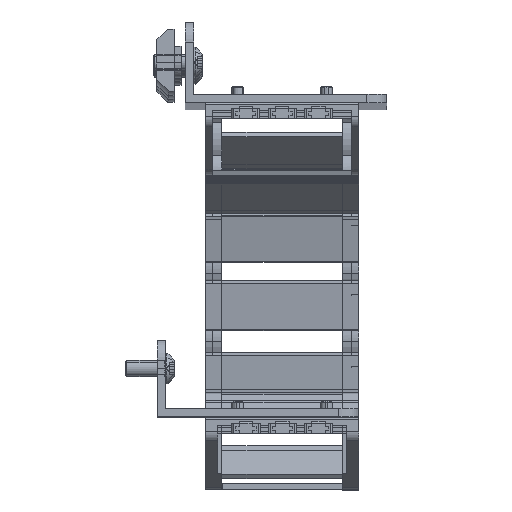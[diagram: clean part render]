
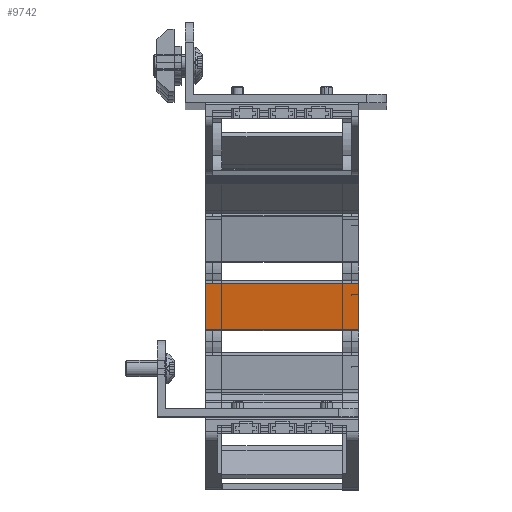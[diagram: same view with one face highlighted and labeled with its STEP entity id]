
A CAD part, top view. The second image highlights one B-rep face of the part: STEP entity #9742.
In plain terms, the highlighted face is planar.
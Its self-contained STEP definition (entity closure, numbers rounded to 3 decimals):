
#347 = ORIENTED_EDGE ( 'NONE', *, *, #15653, .T. ) ;
#1200 = LINE ( 'NONE', #15881, #6979 ) ;
#1647 = CARTESIAN_POINT ( 'NONE',  ( 0.276, -19., 47. ) ) ;
#3176 = VECTOR ( 'NONE', #15415, 1000. ) ;
#3390 = PLANE ( 'NONE',  #9961 ) ;
#4724 = EDGE_CURVE ( 'NONE', #5883, #18612, #16057, .T. ) ;
#5631 = EDGE_CURVE ( 'NONE', #18612, #16410, #15211, .T. ) ;
#5883 = VERTEX_POINT ( 'NONE', #14297 ) ;
#6614 = DIRECTION ( 'NONE',  ( 0., 0., -1. ) ) ;
#6682 = CARTESIAN_POINT ( 'NONE',  ( 0.276, 19., 47. ) ) ;
#6979 = VECTOR ( 'NONE', #18413, 1000. ) ;
#7231 = ORIENTED_EDGE ( 'NONE', *, *, #5631, .T. ) ;
#8676 = LINE ( 'NONE', #13768, #12832 ) ;
#8907 = VECTOR ( 'NONE', #11727, 1000. ) ;
#9742 = ADVANCED_FACE ( 'NONE', ( #17097 ), #3390, .T. ) ;
#9961 = AXIS2_PLACEMENT_3D ( 'NONE', #13606, #6614, #15834 ) ;
#11095 = CARTESIAN_POINT ( 'NONE',  ( 11.724, -19., 47. ) ) ;
#11343 = VERTEX_POINT ( 'NONE', #6682 ) ;
#11727 = DIRECTION ( 'NONE',  ( -1., 0., 0. ) ) ;
#12311 = ORIENTED_EDGE ( 'NONE', *, *, #15656, .T. ) ;
#12832 = VECTOR ( 'NONE', #13141, 1000. ) ;
#13141 = DIRECTION ( 'NONE',  ( 0., 1., 0. ) ) ;
#13606 = CARTESIAN_POINT ( 'NONE',  ( 11.724, 19., 47. ) ) ;
#13768 = CARTESIAN_POINT ( 'NONE',  ( 0.276, 19., 47. ) ) ;
#14297 = CARTESIAN_POINT ( 'NONE',  ( 11.724, 19., 47. ) ) ;
#15211 = LINE ( 'NONE', #11095, #8907 ) ;
#15415 = DIRECTION ( 'NONE',  ( 0., -1., 0. ) ) ;
#15653 = EDGE_CURVE ( 'NONE', #11343, #5883, #1200, .T. ) ;
#15656 = EDGE_CURVE ( 'NONE', #16410, #11343, #8676, .T. ) ;
#15718 = CARTESIAN_POINT ( 'NONE',  ( 11.724, -19., 47. ) ) ;
#15834 = DIRECTION ( 'NONE',  ( 0., 1., 0. ) ) ;
#15881 = CARTESIAN_POINT ( 'NONE',  ( 11.724, 19., 47. ) ) ;
#16057 = LINE ( 'NONE', #17309, #3176 ) ;
#16292 = ORIENTED_EDGE ( 'NONE', *, *, #4724, .T. ) ;
#16410 = VERTEX_POINT ( 'NONE', #1647 ) ;
#17097 = FACE_OUTER_BOUND ( 'NONE', #19496, .T. ) ;
#17309 = CARTESIAN_POINT ( 'NONE',  ( 11.724, 19., 47. ) ) ;
#18413 = DIRECTION ( 'NONE',  ( 1., 0., 0. ) ) ;
#18612 = VERTEX_POINT ( 'NONE', #15718 ) ;
#19496 = EDGE_LOOP ( 'NONE', ( #347, #16292, #7231, #12311 ) ) ;
